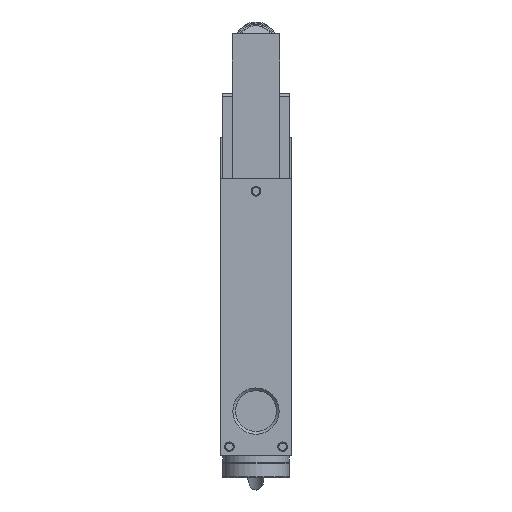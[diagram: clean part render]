
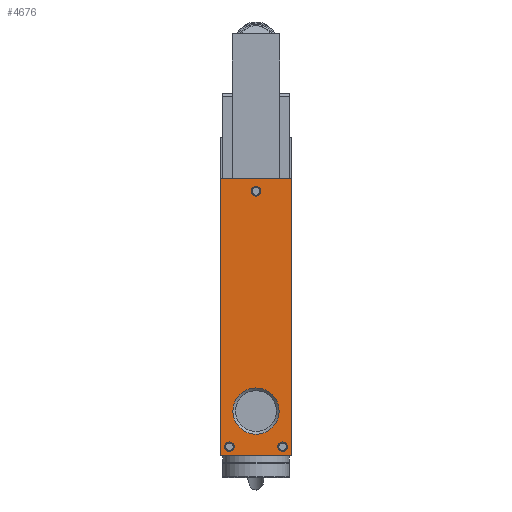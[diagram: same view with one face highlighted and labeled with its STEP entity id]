
A CAD part, front view. The second image highlights one B-rep face of the part: STEP entity #4676.
In plain terms, the highlighted planar face has unit normal (0, -1, 0).
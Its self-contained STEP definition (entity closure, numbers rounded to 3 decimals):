
#107=PLANE('',#4971);
#352=LINE('',#6802,#658);
#354=LINE('',#6814,#660);
#355=LINE('',#6816,#661);
#356=LINE('',#6818,#662);
#658=VECTOR('',#5520,1000.);
#660=VECTOR('',#5532,1000.);
#661=VECTOR('',#5533,1000.);
#662=VECTOR('',#5534,1000.);
#981=ORIENTED_EDGE('',*,*,#1994,.T.);
#982=ORIENTED_EDGE('',*,*,#1995,.T.);
#983=ORIENTED_EDGE('',*,*,#1996,.T.);
#984=ORIENTED_EDGE('',*,*,#1997,.T.);
#985=ORIENTED_EDGE('',*,*,#1998,.T.);
#986=ORIENTED_EDGE('',*,*,#1999,.F.);
#987=ORIENTED_EDGE('',*,*,#2000,.F.);
#988=ORIENTED_EDGE('',*,*,#1992,.T.);
#1992=EDGE_CURVE('',#2495,#2494,#352,.T.);
#1994=EDGE_CURVE('',#2496,#2496,#2814,.T.);
#1995=EDGE_CURVE('',#2497,#2497,#2815,.T.);
#1996=EDGE_CURVE('',#2498,#2498,#2816,.T.);
#1997=EDGE_CURVE('',#2499,#2499,#2817,.T.);
#1998=EDGE_CURVE('',#2494,#2500,#354,.T.);
#1999=EDGE_CURVE('',#2501,#2500,#355,.T.);
#2000=EDGE_CURVE('',#2495,#2501,#356,.T.);
#2494=VERTEX_POINT('',#6801);
#2495=VERTEX_POINT('',#6803);
#2496=VERTEX_POINT('',#6807);
#2497=VERTEX_POINT('',#6809);
#2498=VERTEX_POINT('',#6811);
#2499=VERTEX_POINT('',#6813);
#2500=VERTEX_POINT('',#6815);
#2501=VERTEX_POINT('',#6817);
#2814=CIRCLE('',#4972,1.);
#2815=CIRCLE('',#4973,1.);
#2816=CIRCLE('',#4974,1.);
#2817=CIRCLE('',#4975,4.864);
#2997=EDGE_LOOP('',(#981));
#2998=EDGE_LOOP('',(#982));
#2999=EDGE_LOOP('',(#983));
#3000=EDGE_LOOP('',(#984));
#3001=EDGE_LOOP('',(#985,#986,#987,#988));
#3393=FACE_BOUND('',#2997,.T.);
#3394=FACE_BOUND('',#2998,.T.);
#3395=FACE_BOUND('',#2999,.T.);
#3396=FACE_BOUND('',#3000,.T.);
#3397=FACE_BOUND('',#3001,.T.);
#4676=ADVANCED_FACE('',(#3393,#3394,#3395,#3396,#3397),#107,.F.);
#4971=AXIS2_PLACEMENT_3D('',#6805,#5522,#5523);
#4972=AXIS2_PLACEMENT_3D('',#6806,#5524,#5525);
#4973=AXIS2_PLACEMENT_3D('',#6808,#5526,#5527);
#4974=AXIS2_PLACEMENT_3D('',#6810,#5528,#5529);
#4975=AXIS2_PLACEMENT_3D('',#6812,#5530,#5531);
#5520=DIRECTION('',(0.,0.,-1.));
#5522=DIRECTION('',(0.,1.,0.));
#5523=DIRECTION('',(0.,0.,1.));
#5524=DIRECTION('',(0.,1.,0.));
#5525=DIRECTION('',(0.,0.,1.));
#5526=DIRECTION('',(0.,1.,0.));
#5527=DIRECTION('',(0.,0.,1.));
#5528=DIRECTION('',(0.,1.,0.));
#5529=DIRECTION('',(0.,0.,1.));
#5530=DIRECTION('',(0.,1.,0.));
#5531=DIRECTION('',(0.,0.,1.));
#5532=DIRECTION('',(1.,0.,0.));
#5533=DIRECTION('',(0.,0.,-1.));
#5534=DIRECTION('',(1.,0.,0.));
#6801=CARTESIAN_POINT('',(-58.3,0.,-7.5));
#6802=CARTESIAN_POINT('',(-58.3,0.,7.5));
#6803=CARTESIAN_POINT('',(-58.3,0.,7.5));
#6805=CARTESIAN_POINT('',(-58.3,0.,7.5));
#6806=CARTESIAN_POINT('',(-55.6,0.,0.));
#6807=CARTESIAN_POINT('',(-55.6,0.,1.));
#6808=CARTESIAN_POINT('',(-1.9,0.,5.6));
#6809=CARTESIAN_POINT('',(-1.9,0.,6.6));
#6810=CARTESIAN_POINT('',(-1.9,0.,-5.6));
#6811=CARTESIAN_POINT('',(-1.9,0.,-4.6));
#6812=CARTESIAN_POINT('',(-9.4,0.,0.));
#6813=CARTESIAN_POINT('',(-9.4,0.,4.864));
#6814=CARTESIAN_POINT('',(-58.3,0.,-7.5));
#6815=CARTESIAN_POINT('',(0.,0.,-7.5));
#6816=CARTESIAN_POINT('',(0.,0.,7.5));
#6817=CARTESIAN_POINT('',(0.,0.,7.5));
#6818=CARTESIAN_POINT('',(-58.3,0.,7.5));
